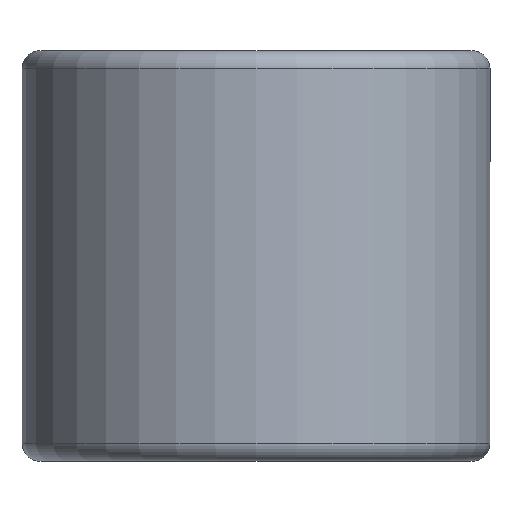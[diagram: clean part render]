
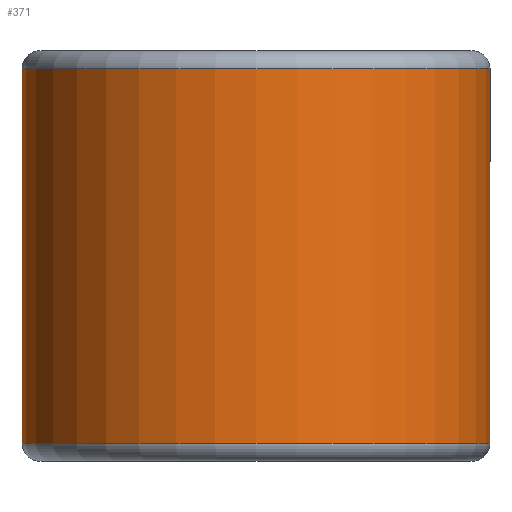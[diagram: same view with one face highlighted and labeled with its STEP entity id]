
A CAD part, front view. The second image highlights one B-rep face of the part: STEP entity #371.
In plain terms, the highlighted cylindrical face has radius 9.919 mm (diameter 19.837 mm), a partial arc.
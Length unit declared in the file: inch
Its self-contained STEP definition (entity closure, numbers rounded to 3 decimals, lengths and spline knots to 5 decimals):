
#165 = VECTOR ( 'NONE', #947, 39.37008 ) ;
#233 = LINE ( 'NONE', #320, #793 ) ;
#320 = CARTESIAN_POINT ( 'NONE',  ( 0.703, -1.156, 0. ) ) ;
#366 = VERTEX_POINT ( 'NONE', #1077 ) ;
#371 = ADVANCED_FACE ( 'NONE', ( #723 ), #2286, .T. ) ;
#424 = ORIENTED_EDGE ( 'NONE', *, *, #661, .T. ) ;
#497 = EDGE_LOOP ( 'NONE', ( #424, #512, #1415, #799 ) ) ;
#512 = ORIENTED_EDGE ( 'NONE', *, *, #1228, .T. ) ;
#534 = DIRECTION ( 'NONE',  ( 0., 0., 1. ) ) ;
#573 = CIRCLE ( 'NONE', #1535, 0.3905 ) ;
#661 = EDGE_CURVE ( 'NONE', #1409, #1665, #573, .T. ) ;
#723 = FACE_OUTER_BOUND ( 'NONE', #497, .T. ) ;
#779 = CIRCLE ( 'NONE', #1653, 0.3905 ) ;
#793 = VECTOR ( 'NONE', #534, 39.37008 ) ;
#799 = ORIENTED_EDGE ( 'NONE', *, *, #1236, .T. ) ;
#807 = CARTESIAN_POINT ( 'NONE',  ( -0.078, -1.156, -0.3125 ) ) ;
#833 = DIRECTION ( 'NONE',  ( 0., 0., 1. ) ) ;
#947 = DIRECTION ( 'NONE',  ( 0., 0., -1. ) ) ;
#980 = CARTESIAN_POINT ( 'NONE',  ( 0.3125, -1.156, -0.3125 ) ) ;
#1077 = CARTESIAN_POINT ( 'NONE',  ( -0.078, -1.156, 0.3125 ) ) ;
#1096 = DIRECTION ( 'NONE',  ( 1., 0., 0. ) ) ;
#1189 = DIRECTION ( 'NONE',  ( 1., 0., 0. ) ) ;
#1228 = EDGE_CURVE ( 'NONE', #1665, #1757, #233, .T. ) ;
#1236 = EDGE_CURVE ( 'NONE', #366, #1409, #1888, .T. ) ;
#1284 = CARTESIAN_POINT ( 'NONE',  ( 0.703, -1.156, -0.3125 ) ) ;
#1288 = DIRECTION ( 'NONE',  ( 0., 0., 1. ) ) ;
#1409 = VERTEX_POINT ( 'NONE', #807 ) ;
#1415 = ORIENTED_EDGE ( 'NONE', *, *, #2669, .F. ) ;
#1431 = AXIS2_PLACEMENT_3D ( 'NONE', #2328, #1288, #1096 ) ;
#1535 = AXIS2_PLACEMENT_3D ( 'NONE', #980, #2429, #1189 ) ;
#1653 = AXIS2_PLACEMENT_3D ( 'NONE', #2073, #833, #2277 ) ;
#1665 = VERTEX_POINT ( 'NONE', #1284 ) ;
#1753 = CARTESIAN_POINT ( 'NONE',  ( -0.078, -1.156, 0.3125 ) ) ;
#1757 = VERTEX_POINT ( 'NONE', #1946 ) ;
#1888 = LINE ( 'NONE', #1753, #165 ) ;
#1946 = CARTESIAN_POINT ( 'NONE',  ( 0.703, -1.156, 0.3125 ) ) ;
#2073 = CARTESIAN_POINT ( 'NONE',  ( 0.3125, -1.156, 0.3125 ) ) ;
#2277 = DIRECTION ( 'NONE',  ( 1., 0., 0. ) ) ;
#2286 = CYLINDRICAL_SURFACE ( 'NONE', #1431, 0.3905 ) ;
#2328 = CARTESIAN_POINT ( 'NONE',  ( 0.3125, -1.156, 0. ) ) ;
#2429 = DIRECTION ( 'NONE',  ( 0., 0., 1. ) ) ;
#2669 = EDGE_CURVE ( 'NONE', #366, #1757, #779, .T. ) ;
